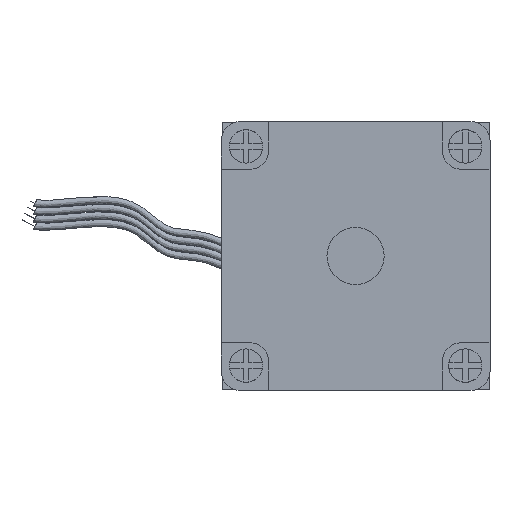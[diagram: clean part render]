
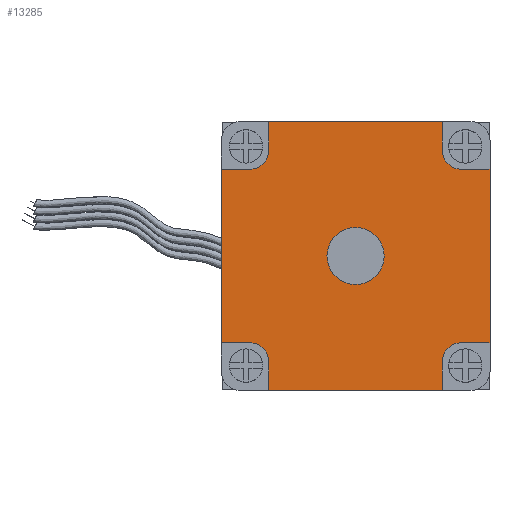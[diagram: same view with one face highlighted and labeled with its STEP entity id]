
A CAD part, front view. The second image highlights one B-rep face of the part: STEP entity #13285.
In plain terms, the highlighted planar face has unit normal (0, -1, 0).
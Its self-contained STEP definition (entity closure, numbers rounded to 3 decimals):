
#32 = DIRECTION ( 'NONE',  ( 0., 0., 1. ) ) ;
#177 = LINE ( 'NONE', #2918, #16135 ) ;
#257 = LINE ( 'NONE', #14184, #12724 ) ;
#457 = VERTEX_POINT ( 'NONE', #10154 ) ;
#617 = VERTEX_POINT ( 'NONE', #12310 ) ;
#659 = EDGE_LOOP ( 'NONE', ( #1351, #1749 ) ) ;
#676 = DIRECTION ( 'NONE',  ( 0., 0., 1. ) ) ;
#870 = EDGE_CURVE ( 'NONE', #617, #17750, #11484, .T. ) ;
#879 = CARTESIAN_POINT ( 'NONE',  ( 11.1, 0., -11.1 ) ) ;
#886 = LINE ( 'NONE', #6611, #15353 ) ;
#1045 = CARTESIAN_POINT ( 'NONE',  ( 14.1, 0., -14.1 ) ) ;
#1083 = DIRECTION ( 'NONE',  ( 0., -1., 0. ) ) ;
#1150 = EDGE_CURVE ( 'NONE', #5065, #11307, #257, .T. ) ;
#1351 = ORIENTED_EDGE ( 'NONE', *, *, #11519, .F. ) ;
#1362 = DIRECTION ( 'NONE',  ( -1., 0., 0. ) ) ;
#1575 = CARTESIAN_POINT ( 'NONE',  ( -11.1, 0., -11.1 ) ) ;
#1603 = VECTOR ( 'NONE', #11405, 1000. ) ;
#1621 = LINE ( 'NONE', #9884, #5263 ) ;
#1728 = DIRECTION ( 'NONE',  ( 1., 0., 0. ) ) ;
#1749 = ORIENTED_EDGE ( 'NONE', *, *, #16007, .F. ) ;
#1839 = AXIS2_PLACEMENT_3D ( 'NONE', #879, #13260, #4888 ) ;
#2164 = CIRCLE ( 'NONE', #6234, 3. ) ;
#2240 = EDGE_CURVE ( 'NONE', #5065, #10829, #6599, .T. ) ;
#2285 = EDGE_CURVE ( 'NONE', #10829, #4213, #4199, .T. ) ;
#2374 = CARTESIAN_POINT ( 'NONE',  ( 9.1, 0., -9.1 ) ) ;
#2436 = LINE ( 'NONE', #16427, #14270 ) ;
#2583 = LINE ( 'NONE', #1045, #12028 ) ;
#2918 = CARTESIAN_POINT ( 'NONE',  ( 9.1, 0., -9.1 ) ) ;
#2934 = DIRECTION ( 'NONE',  ( 0., 1., 0. ) ) ;
#3053 = LINE ( 'NONE', #15313, #3313 ) ;
#3054 = CARTESIAN_POINT ( 'NONE',  ( 9.1, 0., 9.1 ) ) ;
#3130 = ORIENTED_EDGE ( 'NONE', *, *, #14673, .F. ) ;
#3166 = EDGE_CURVE ( 'NONE', #14037, #16403, #177, .T. ) ;
#3212 = CARTESIAN_POINT ( 'NONE',  ( -11.1, 0., 9.1 ) ) ;
#3313 = VECTOR ( 'NONE', #32, 1000. ) ;
#3323 = CARTESIAN_POINT ( 'NONE',  ( -14.1, 0., -14.1 ) ) ;
#3338 = VECTOR ( 'NONE', #676, 1000. ) ;
#3505 = EDGE_LOOP ( 'NONE', ( #12237, #13994, #15586, #12514, #9415, #4046, #5620, #8352, #4798, #3130, #12439, #12253, #4038, #4019, #16603, #9302 ) ) ;
#3901 = CARTESIAN_POINT ( 'NONE',  ( 0., 0., 0. ) ) ;
#4019 = ORIENTED_EDGE ( 'NONE', *, *, #8889, .T. ) ;
#4038 = ORIENTED_EDGE ( 'NONE', *, *, #17590, .F. ) ;
#4042 = CARTESIAN_POINT ( 'NONE',  ( -14.1, 0., 9.1 ) ) ;
#4046 = ORIENTED_EDGE ( 'NONE', *, *, #2240, .T. ) ;
#4199 = CIRCLE ( 'NONE', #16695, 2. ) ;
#4213 = VERTEX_POINT ( 'NONE', #3212 ) ;
#4298 = VERTEX_POINT ( 'NONE', #13945 ) ;
#4501 = LINE ( 'NONE', #3323, #3338 ) ;
#4587 = EDGE_CURVE ( 'NONE', #14968, #14037, #10254, .T. ) ;
#4798 = ORIENTED_EDGE ( 'NONE', *, *, #11992, .F. ) ;
#4888 = DIRECTION ( 'NONE',  ( 0., 0., 1. ) ) ;
#5065 = VERTEX_POINT ( 'NONE', #7026 ) ;
#5108 = CARTESIAN_POINT ( 'NONE',  ( 14.1, 0., 9.1 ) ) ;
#5263 = VECTOR ( 'NONE', #16888, 1000. ) ;
#5272 = VECTOR ( 'NONE', #1362, 1000. ) ;
#5428 = CARTESIAN_POINT ( 'NONE',  ( -9.1, 0., -11.1 ) ) ;
#5484 = CARTESIAN_POINT ( 'NONE',  ( 9.1, 0., 14.1 ) ) ;
#5502 = CARTESIAN_POINT ( 'NONE',  ( 11.1, 0., -9.1 ) ) ;
#5620 = ORIENTED_EDGE ( 'NONE', *, *, #2285, .T. ) ;
#5641 = DIRECTION ( 'NONE',  ( 1., 0., 0. ) ) ;
#6234 = AXIS2_PLACEMENT_3D ( 'NONE', #3901, #1083, #10634 ) ;
#6338 = AXIS2_PLACEMENT_3D ( 'NONE', #9585, #12686, #9772 ) ;
#6349 = EDGE_CURVE ( 'NONE', #617, #8269, #2436, .T. ) ;
#6375 = DIRECTION ( 'NONE',  ( 0., 1., 0. ) ) ;
#6547 = LINE ( 'NONE', #2374, #8224 ) ;
#6550 = CARTESIAN_POINT ( 'NONE',  ( 9.1, 0., -14.1 ) ) ;
#6599 = LINE ( 'NONE', #12231, #17863 ) ;
#6611 = CARTESIAN_POINT ( 'NONE',  ( -14.1, 0., -14.1 ) ) ;
#6635 = CARTESIAN_POINT ( 'NONE',  ( 11.1, 0., 11.1 ) ) ;
#6638 = CARTESIAN_POINT ( 'NONE',  ( 0., 0., 0. ) ) ;
#7026 = CARTESIAN_POINT ( 'NONE',  ( -9.1, 0., 14.1 ) ) ;
#7088 = VERTEX_POINT ( 'NONE', #17667 ) ;
#7919 = EDGE_CURVE ( 'NONE', #14385, #16788, #3053, .T. ) ;
#7989 = DIRECTION ( 'NONE',  ( 0., 1., 0. ) ) ;
#8161 = CARTESIAN_POINT ( 'NONE',  ( -9.1, 0., 9.1 ) ) ;
#8224 = VECTOR ( 'NONE', #9179, 1000. ) ;
#8269 = VERTEX_POINT ( 'NONE', #5108 ) ;
#8352 = ORIENTED_EDGE ( 'NONE', *, *, #13284, .T. ) ;
#8476 = DIRECTION ( 'NONE',  ( 1., 0., 0. ) ) ;
#8889 = EDGE_CURVE ( 'NONE', #13168, #14968, #6547, .T. ) ;
#9026 = VERTEX_POINT ( 'NONE', #12177 ) ;
#9096 = AXIS2_PLACEMENT_3D ( 'NONE', #1575, #2934, #15752 ) ;
#9179 = DIRECTION ( 'NONE',  ( 0., 0., 1. ) ) ;
#9302 = ORIENTED_EDGE ( 'NONE', *, *, #3166, .T. ) ;
#9415 = ORIENTED_EDGE ( 'NONE', *, *, #1150, .F. ) ;
#9585 = CARTESIAN_POINT ( 'NONE',  ( 0., 0., 0. ) ) ;
#9692 = CARTESIAN_POINT ( 'NONE',  ( 9.1, 0., 11.1 ) ) ;
#9772 = DIRECTION ( 'NONE',  ( 0., 0., -1. ) ) ;
#9884 = CARTESIAN_POINT ( 'NONE',  ( -9.1, 0., -9.1 ) ) ;
#10090 = CARTESIAN_POINT ( 'NONE',  ( -9.1, 0., -14.1 ) ) ;
#10154 = CARTESIAN_POINT ( 'NONE',  ( -14.1, 0., -9.1 ) ) ;
#10254 = CIRCLE ( 'NONE', #1839, 2. ) ;
#10520 = DIRECTION ( 'NONE',  ( 0., 1., 0. ) ) ;
#10559 = CIRCLE ( 'NONE', #9096, 2. ) ;
#10605 = CARTESIAN_POINT ( 'NONE',  ( -11.1, 0., 11.1 ) ) ;
#10634 = DIRECTION ( 'NONE',  ( 0., 0., -1. ) ) ;
#10763 = DIRECTION ( 'NONE',  ( 0., 0., -1. ) ) ;
#10786 = DIRECTION ( 'NONE',  ( -1., 0., 0. ) ) ;
#10829 = VERTEX_POINT ( 'NONE', #12554 ) ;
#11239 = EDGE_CURVE ( 'NONE', #8269, #16403, #2583, .T. ) ;
#11307 = VERTEX_POINT ( 'NONE', #5484 ) ;
#11405 = DIRECTION ( 'NONE',  ( 0., 0., -1. ) ) ;
#11484 = CIRCLE ( 'NONE', #17867, 2. ) ;
#11519 = EDGE_CURVE ( 'NONE', #7088, #4298, #2164, .T. ) ;
#11839 = CIRCLE ( 'NONE', #6338, 3. ) ;
#11992 = EDGE_CURVE ( 'NONE', #457, #14074, #4501, .T. ) ;
#12028 = VECTOR ( 'NONE', #10763, 1000. ) ;
#12177 = CARTESIAN_POINT ( 'NONE',  ( -11.1, 0., -9.1 ) ) ;
#12231 = CARTESIAN_POINT ( 'NONE',  ( -9.1, 0., 9.1 ) ) ;
#12237 = ORIENTED_EDGE ( 'NONE', *, *, #11239, .F. ) ;
#12253 = ORIENTED_EDGE ( 'NONE', *, *, #7919, .F. ) ;
#12310 = CARTESIAN_POINT ( 'NONE',  ( 11.1, 0., 9.1 ) ) ;
#12439 = ORIENTED_EDGE ( 'NONE', *, *, #13016, .T. ) ;
#12475 = EDGE_CURVE ( 'NONE', #11307, #17750, #17063, .T. ) ;
#12514 = ORIENTED_EDGE ( 'NONE', *, *, #12475, .F. ) ;
#12554 = CARTESIAN_POINT ( 'NONE',  ( -9.1, 0., 11.1 ) ) ;
#12686 = DIRECTION ( 'NONE',  ( 0., -1., 0. ) ) ;
#12724 = VECTOR ( 'NONE', #1728, 1000. ) ;
#13016 = EDGE_CURVE ( 'NONE', #9026, #16788, #10559, .T. ) ;
#13168 = VERTEX_POINT ( 'NONE', #6550 ) ;
#13260 = DIRECTION ( 'NONE',  ( 0., 1., 0. ) ) ;
#13284 = EDGE_CURVE ( 'NONE', #4213, #14074, #13377, .T. ) ;
#13285 = ADVANCED_FACE ( 'NONE', ( #15088, #16636 ), #13730, .F. ) ;
#13377 = LINE ( 'NONE', #8161, #5272 ) ;
#13730 = PLANE ( 'NONE',  #16320 ) ;
#13945 = CARTESIAN_POINT ( 'NONE',  ( 0., 0., 3. ) ) ;
#13963 = CARTESIAN_POINT ( 'NONE',  ( 9.1, 0., -11.1 ) ) ;
#13994 = ORIENTED_EDGE ( 'NONE', *, *, #6349, .F. ) ;
#14037 = VERTEX_POINT ( 'NONE', #5502 ) ;
#14074 = VERTEX_POINT ( 'NONE', #4042 ) ;
#14184 = CARTESIAN_POINT ( 'NONE',  ( -14.1, 0., 14.1 ) ) ;
#14270 = VECTOR ( 'NONE', #8476, 1000. ) ;
#14385 = VERTEX_POINT ( 'NONE', #10090 ) ;
#14673 = EDGE_CURVE ( 'NONE', #9026, #457, #1621, .T. ) ;
#14968 = VERTEX_POINT ( 'NONE', #13963 ) ;
#15088 = FACE_BOUND ( 'NONE', #659, .T. ) ;
#15313 = CARTESIAN_POINT ( 'NONE',  ( -9.1, 0., -9.1 ) ) ;
#15353 = VECTOR ( 'NONE', #10786, 1000. ) ;
#15586 = ORIENTED_EDGE ( 'NONE', *, *, #870, .T. ) ;
#15752 = DIRECTION ( 'NONE',  ( 0., 0., 1. ) ) ;
#15918 = DIRECTION ( 'NONE',  ( 0., 0., 1. ) ) ;
#16007 = EDGE_CURVE ( 'NONE', #4298, #7088, #11839, .T. ) ;
#16065 = DIRECTION ( 'NONE',  ( 0., 0., -1. ) ) ;
#16135 = VECTOR ( 'NONE', #5641, 1000. ) ;
#16320 = AXIS2_PLACEMENT_3D ( 'NONE', #6638, #7989, #17742 ) ;
#16403 = VERTEX_POINT ( 'NONE', #17202 ) ;
#16427 = CARTESIAN_POINT ( 'NONE',  ( 9.1, 0., 9.1 ) ) ;
#16603 = ORIENTED_EDGE ( 'NONE', *, *, #4587, .T. ) ;
#16636 = FACE_OUTER_BOUND ( 'NONE', #3505, .T. ) ;
#16695 = AXIS2_PLACEMENT_3D ( 'NONE', #10605, #10520, #17611 ) ;
#16788 = VERTEX_POINT ( 'NONE', #5428 ) ;
#16888 = DIRECTION ( 'NONE',  ( -1., 0., 0. ) ) ;
#17063 = LINE ( 'NONE', #3054, #1603 ) ;
#17202 = CARTESIAN_POINT ( 'NONE',  ( 14.1, 0., -9.1 ) ) ;
#17590 = EDGE_CURVE ( 'NONE', #13168, #14385, #886, .T. ) ;
#17611 = DIRECTION ( 'NONE',  ( 0., 0., 1. ) ) ;
#17667 = CARTESIAN_POINT ( 'NONE',  ( 0., 0., -3. ) ) ;
#17742 = DIRECTION ( 'NONE',  ( 1., 0., 0. ) ) ;
#17750 = VERTEX_POINT ( 'NONE', #9692 ) ;
#17863 = VECTOR ( 'NONE', #16065, 1000. ) ;
#17867 = AXIS2_PLACEMENT_3D ( 'NONE', #6635, #6375, #15918 ) ;
